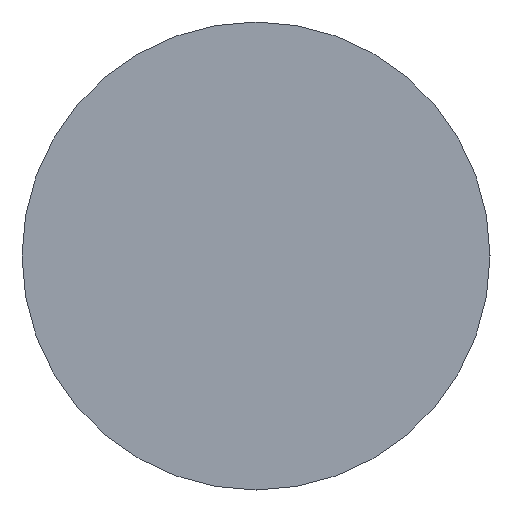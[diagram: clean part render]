
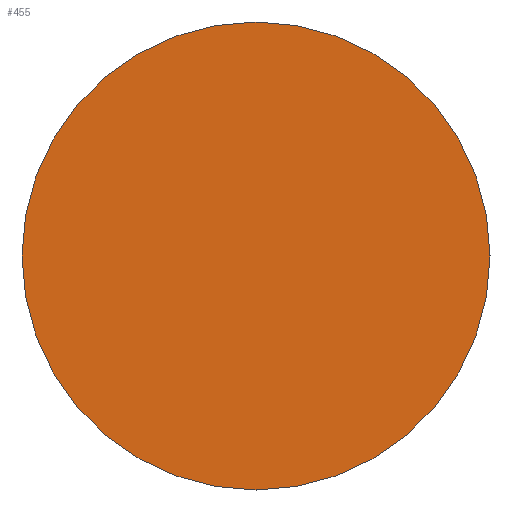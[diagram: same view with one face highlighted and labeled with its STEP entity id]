
A CAD part, front view. The second image highlights one B-rep face of the part: STEP entity #455.
In plain terms, the highlighted planar face has unit normal (0, -1, 0).
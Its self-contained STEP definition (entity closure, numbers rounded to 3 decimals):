
#27 = CIRCLE ( 'NONE', #282, 5. ) ;
#29 = CARTESIAN_POINT ( 'NONE',  ( 0., -4.4, 0. ) ) ;
#30 = DIRECTION ( 'NONE',  ( -1., 0., 0. ) ) ;
#35 = EDGE_CURVE ( 'NONE', #244, #250, #343, .T. ) ;
#54 = DIRECTION ( 'NONE',  ( 0., 1., 0. ) ) ;
#77 = ORIENTED_EDGE ( 'NONE', *, *, #35, .F. ) ;
#85 = FACE_OUTER_BOUND ( 'NONE', #329, .T. ) ;
#86 = DIRECTION ( 'NONE',  ( -1., 0., 0. ) ) ;
#98 = CARTESIAN_POINT ( 'NONE',  ( 5., -4.4, 0. ) ) ;
#114 = ORIENTED_EDGE ( 'NONE', *, *, #313, .F. ) ;
#152 = PLANE ( 'NONE',  #351 ) ;
#184 = DIRECTION ( 'NONE',  ( -1., 0., 0. ) ) ;
#222 = DIRECTION ( 'NONE',  ( 0., 1., 0. ) ) ;
#228 = CARTESIAN_POINT ( 'NONE',  ( -5., -4.4, 0. ) ) ;
#244 = VERTEX_POINT ( 'NONE', #228 ) ;
#250 = VERTEX_POINT ( 'NONE', #98 ) ;
#252 = CARTESIAN_POINT ( 'NONE',  ( 0., -4.4, 0. ) ) ;
#282 = AXIS2_PLACEMENT_3D ( 'NONE', #29, #457, #30 ) ;
#313 = EDGE_CURVE ( 'NONE', #250, #244, #27, .T. ) ;
#329 = EDGE_LOOP ( 'NONE', ( #77, #114 ) ) ;
#335 = CARTESIAN_POINT ( 'NONE',  ( 0., -4.4, 0. ) ) ;
#343 = CIRCLE ( 'NONE', #401, 5. ) ;
#351 = AXIS2_PLACEMENT_3D ( 'NONE', #252, #54, #184 ) ;
#401 = AXIS2_PLACEMENT_3D ( 'NONE', #335, #222, #86 ) ;
#455 = ADVANCED_FACE ( 'NONE', ( #85 ), #152, .F. ) ;
#457 = DIRECTION ( 'NONE',  ( 0., 1., 0. ) ) ;
